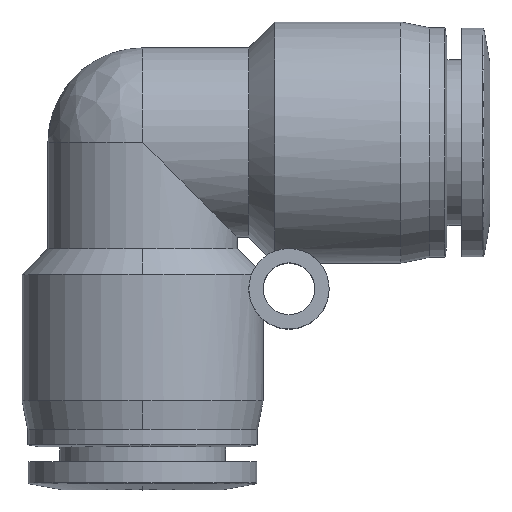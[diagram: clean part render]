
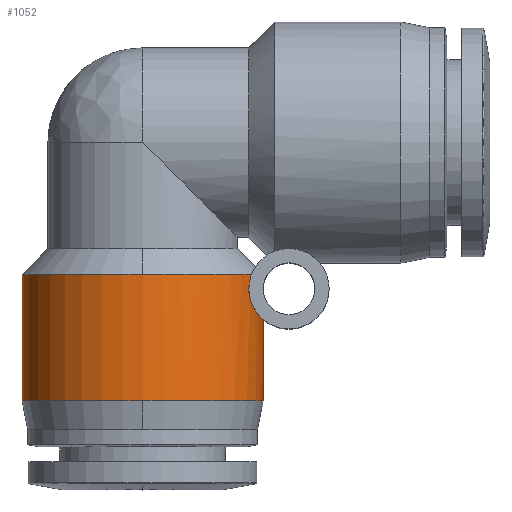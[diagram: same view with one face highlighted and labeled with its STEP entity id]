
A CAD part, top view. The second image highlights one B-rep face of the part: STEP entity #1052.
In plain terms, the highlighted cylindrical face has radius 10.5 mm (diameter 21 mm), a partial arc.
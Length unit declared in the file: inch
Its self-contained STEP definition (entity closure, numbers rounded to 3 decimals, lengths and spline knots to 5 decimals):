
#17 = CARTESIAN_POINT ( 'NONE',  ( 0.37277, -0.55007, 0.17873 ) ) ;
#28 = CARTESIAN_POINT ( 'NONE',  ( 0.41339, -0.60752, 0.01038 ) ) ;
#49 = DIRECTION ( 'NONE',  ( 0., -1., 0. ) ) ;
#61 = VERTEX_POINT ( 'NONE', #1822 ) ;
#223 = DIRECTION ( 'NONE',  ( 1., 0., 0. ) ) ;
#237 = DIRECTION ( 'NONE',  ( 1., 0., 0. ) ) ;
#273 = CARTESIAN_POINT ( 'NONE',  ( 0.41339, -0.66929, 0. ) ) ;
#276 = AXIS2_PLACEMENT_3D ( 'NONE', #3731, #2007, #223 ) ;
#307 = CARTESIAN_POINT ( 'NONE',  ( 0.37747, -0.56115, 0.16858 ) ) ;
#348 = ORIENTED_EDGE ( 'NONE', *, *, #3317, .F. ) ;
#358 = EDGE_CURVE ( 'NONE', #1179, #1881, #3216, .T. ) ;
#492 = DIRECTION ( 'NONE',  ( 0., -1., 0. ) ) ;
#502 = CARTESIAN_POINT ( 'NONE',  ( -0.41339, -0.66929, 0. ) ) ;
#589 = CARTESIAN_POINT ( 'NONE',  ( 0.38247, -0.57066, 0.15693 ) ) ;
#596 = AXIS2_PLACEMENT_3D ( 'NONE', #3743, #2020, #237 ) ;
#607 = ORIENTED_EDGE ( 'NONE', *, *, #2596, .T. ) ;
#614 = VERTEX_POINT ( 'NONE', #2636 ) ;
#643 = CARTESIAN_POINT ( 'NONE',  ( -0.41339, -0.45276, 0. ) ) ;
#734 = CARTESIAN_POINT ( 'NONE',  ( -0.41339, -0.88583, 0. ) ) ;
#833 = CARTESIAN_POINT ( 'NONE',  ( 0.37065, -0.45957, 0.18314 ) ) ;
#872 = DIRECTION ( 'NONE',  ( 0., -1., 0. ) ) ;
#901 = CARTESIAN_POINT ( 'NONE',  ( 0.38904, -0.58116, 0.14008 ) ) ;
#973 = CARTESIAN_POINT ( 'NONE',  ( 0.36417, -0.50197, 0.19562 ) ) ;
#1052 = ADVANCED_FACE ( 'NONE', ( #1200 ), #1059, .T. ) ;
#1059 = CYLINDRICAL_SURFACE ( 'NONE', #3123, 0.41339 ) ;
#1139 = CARTESIAN_POINT ( 'NONE',  ( 0.36591, -0.47974, 0.19235 ) ) ;
#1179 = VERTEX_POINT ( 'NONE', #643 ) ;
#1180 = CARTESIAN_POINT ( 'NONE',  ( 0.36417, -0.50197, 0.19562 ) ) ;
#1195 = CARTESIAN_POINT ( 'NONE',  ( 0.36448, -0.51245, 0.19506 ) ) ;
#1200 = FACE_OUTER_BOUND ( 'NONE', #3686, .T. ) ;
#1207 = CARTESIAN_POINT ( 'NONE',  ( 0.40095, -0.59613, 0.10257 ) ) ;
#1294 = ORIENTED_EDGE ( 'NONE', *, *, #3437, .F. ) ;
#1329 = CIRCLE ( 'NONE', #276, 0.41339 ) ;
#1447 = CARTESIAN_POINT ( 'NONE',  ( 0.3644, -0.49285, 0.19519 ) ) ;
#1480 = DIRECTION ( 'NONE',  ( 1., 0., 0. ) ) ;
#1498 = CARTESIAN_POINT ( 'NONE',  ( 0.36652, -0.52774, 0.1912 ) ) ;
#1514 = CARTESIAN_POINT ( 'NONE',  ( 0.41024, -0.60482, 0.05193 ) ) ;
#1570 = EDGE_CURVE ( 'NONE', #1881, #61, #1329, .T. ) ;
#1580 = DIRECTION ( 'NONE',  ( 0., 1., 0. ) ) ;
#1730 = CARTESIAN_POINT ( 'NONE',  ( 0.37326, -0.45276, 0.17766 ) ) ;
#1735 = DIRECTION ( 'NONE',  ( 0., -1., 0. ) ) ;
#1743 = CARTESIAN_POINT ( 'NONE',  ( 0.36417, -0.50197, 0.19562 ) ) ;
#1776 = CIRCLE ( 'NONE', #596, 0.41339 ) ;
#1789 = CARTESIAN_POINT ( 'NONE',  ( 0.36995, -0.54171, 0.18448 ) ) ;
#1799 = CARTESIAN_POINT ( 'NONE',  ( 0.413, -0.60719, 0.02075 ) ) ;
#1822 = CARTESIAN_POINT ( 'NONE',  ( 0., -0.88583, 0.41339 ) ) ;
#1825 = CARTESIAN_POINT ( 'NONE',  ( 0., -0.45276, 0. ) ) ;
#1845 = CARTESIAN_POINT ( 'NONE',  ( 0., -0.66929, 0. ) ) ;
#1878 = ORIENTED_EDGE ( 'NONE', *, *, #358, .T. ) ;
#1881 = VERTEX_POINT ( 'NONE', #734 ) ;
#1963 = LINE ( 'NONE', #273, #3315 ) ;
#2007 = DIRECTION ( 'NONE',  ( 0., 1., 0. ) ) ;
#2018 = EDGE_CURVE ( 'NONE', #2781, #3358, #1776, .T. ) ;
#2020 = DIRECTION ( 'NONE',  ( 0., -1., 0. ) ) ;
#2083 = CARTESIAN_POINT ( 'NONE',  ( 0.37429, -0.55394, 0.17553 ) ) ;
#2084 = EDGE_CURVE ( 'NONE', #2542, #614, #1963, .T. ) ;
#2095 = CARTESIAN_POINT ( 'NONE',  ( 0.41339, -0.60752, 0. ) ) ;
#2117 = DIRECTION ( 'NONE',  ( 1., 0., 0. ) ) ;
#2201 = CARTESIAN_POINT ( 'NONE',  ( 0.37326, -0.45276, 0.17766 ) ) ;
#2284 = CIRCLE ( 'NONE', #2664, 0.41339 ) ;
#2354 = CARTESIAN_POINT ( 'NONE',  ( 0.37914, -0.56452, 0.1648 ) ) ;
#2532 = ORIENTED_EDGE ( 'NONE', *, *, #3705, .T. ) ;
#2542 = VERTEX_POINT ( 'NONE', #2931 ) ;
#2596 = EDGE_CURVE ( 'NONE', #3358, #1179, #2284, .T. ) ;
#2636 = CARTESIAN_POINT ( 'NONE',  ( 0.41339, -0.88583, 0. ) ) ;
#2641 = CARTESIAN_POINT ( 'NONE',  ( 0.38413, -0.57345, 0.15282 ) ) ;
#2664 = AXIS2_PLACEMENT_3D ( 'NONE', #1825, #49, #2117 ) ;
#2687 = ORIENTED_EDGE ( 'NONE', *, *, #1570, .T. ) ;
#2717 = VERTEX_POINT ( 'NONE', #973 ) ;
#2781 = VERTEX_POINT ( 'NONE', #2201 ) ;
#2834 = CIRCLE ( 'NONE', #3452, 0.41339 ) ;
#2873 = CARTESIAN_POINT ( 'NONE',  ( 0.36836, -0.46718, 0.18764 ) ) ;
#2918 = CARTESIAN_POINT ( 'NONE',  ( 0., -0.45276, 0.41339 ) ) ;
#2930 = CARTESIAN_POINT ( 'NONE',  ( 0.36417, -0.50724, 0.19562 ) ) ;
#2931 = CARTESIAN_POINT ( 'NONE',  ( 0.41339, -0.60752, 0. ) ) ;
#2943 = CARTESIAN_POINT ( 'NONE',  ( 0.39223, -0.58543, 0.13094 ) ) ;
#2968 = B_SPLINE_CURVE_WITH_KNOTS ( 'NONE', 3,
 ( #1730, #833, #2873, #1139, #3174, #1447, #3468, #1743 ),
 .UNSPECIFIED., .F., .F.,
 ( 4, 2, 2, 4 ),
 ( 0., 0.00069, 0.00103, 0.00138 ),
 .UNSPECIFIED. ) ;
#3012 = B_SPLINE_CURVE_WITH_KNOTS ( 'NONE', 3,
 ( #1180, #2930, #1195, #3226, #1498, #3520, #1789, #17, #2083, #307, #2354, #589, #2641, #901, #2943, #1207, #3240, #1514, #3532, #1799, #28, #2095 ),
 .UNSPECIFIED., .F., .F.,
 ( 4, 2, 2, 2, 2, 2, 2, 2, 2, 2, 4 ),
 ( 0.00138, 0.00178, 0.00218, 0.00258, 0.00298, 0.00338, 0.00378, 0.00458, 0.00619, 0.00699, 0.00779 ),
 .UNSPECIFIED. ) ;
#3123 = AXIS2_PLACEMENT_3D ( 'NONE', #1845, #1735, #1480 ) ;
#3174 = CARTESIAN_POINT ( 'NONE',  ( 0.36527, -0.48403, 0.19356 ) ) ;
#3207 = VECTOR ( 'NONE', #492, 39.37008 ) ;
#3216 = LINE ( 'NONE', #502, #3207 ) ;
#3226 = CARTESIAN_POINT ( 'NONE',  ( 0.36565, -0.52275, 0.19285 ) ) ;
#3240 = CARTESIAN_POINT ( 'NONE',  ( 0.40556, -0.60051, 0.08273 ) ) ;
#3308 = CARTESIAN_POINT ( 'NONE',  ( 0., -0.88583, 0. ) ) ;
#3315 = VECTOR ( 'NONE', #872, 39.37008 ) ;
#3317 = EDGE_CURVE ( 'NONE', #2781, #2717, #2968, .T. ) ;
#3329 = ORIENTED_EDGE ( 'NONE', *, *, #2084, .F. ) ;
#3358 = VERTEX_POINT ( 'NONE', #2918 ) ;
#3437 = EDGE_CURVE ( 'NONE', #2717, #2542, #3012, .T. ) ;
#3452 = AXIS2_PLACEMENT_3D ( 'NONE', #3308, #1580, #3612 ) ;
#3468 = CARTESIAN_POINT ( 'NONE',  ( 0.36417, -0.49744, 0.19562 ) ) ;
#3520 = CARTESIAN_POINT ( 'NONE',  ( 0.36866, -0.53718, 0.18704 ) ) ;
#3532 = CARTESIAN_POINT ( 'NONE',  ( 0.41143, -0.60585, 0.0415 ) ) ;
#3555 = ORIENTED_EDGE ( 'NONE', *, *, #2018, .T. ) ;
#3612 = DIRECTION ( 'NONE',  ( 1., 0., 0. ) ) ;
#3686 = EDGE_LOOP ( 'NONE', ( #607, #1878, #2687, #2532, #3329, #1294, #348, #3555 ) ) ;
#3705 = EDGE_CURVE ( 'NONE', #61, #614, #2834, .T. ) ;
#3731 = CARTESIAN_POINT ( 'NONE',  ( 0., -0.88583, 0. ) ) ;
#3743 = CARTESIAN_POINT ( 'NONE',  ( 0., -0.45276, 0. ) ) ;
